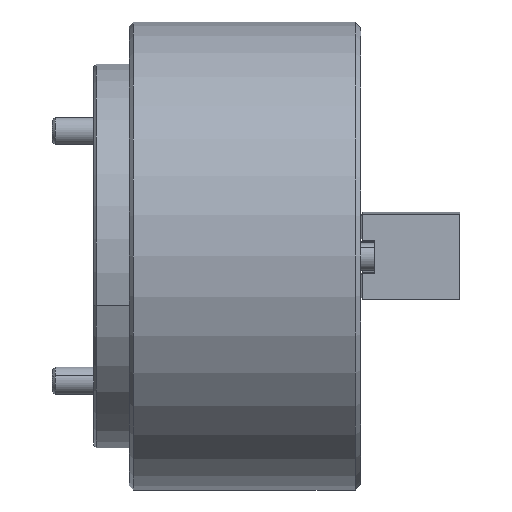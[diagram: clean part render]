
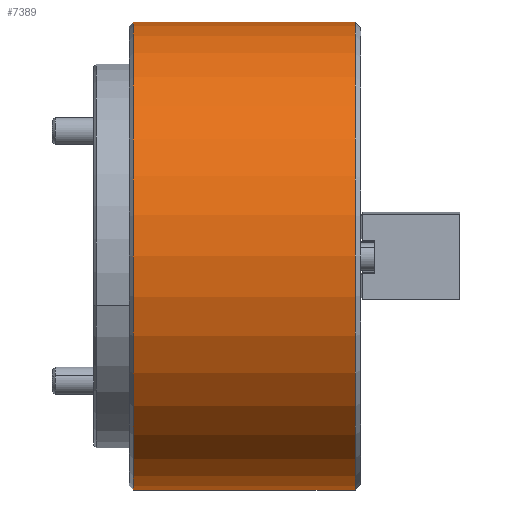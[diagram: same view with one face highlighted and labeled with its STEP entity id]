
A CAD part, front view. The second image highlights one B-rep face of the part: STEP entity #7389.
In plain terms, the highlighted cylindrical face has radius 85 mm (diameter 170 mm), a partial arc.
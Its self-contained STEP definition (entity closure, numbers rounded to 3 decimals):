
#58 = CIRCLE ( 'NONE', #9673, 85. ) ;
#665 = EDGE_CURVE ( 'NONE', #3950, #5220, #19655, .T. ) ;
#975 = EDGE_CURVE ( 'NONE', #7787, #3950, #23237, .T. ) ;
#998 = DIRECTION ( 'NONE',  ( -1., 0., 0. ) ) ;
#1882 = ORIENTED_EDGE ( 'NONE', *, *, #17732, .F. ) ;
#2428 = VECTOR ( 'NONE', #998, 1000. ) ;
#3950 = VERTEX_POINT ( 'NONE', #21842 ) ;
#5220 = VERTEX_POINT ( 'NONE', #13220 ) ;
#7389 = ADVANCED_FACE ( 'NONE', ( #16625 ), #20502, .T. ) ;
#7520 = LINE ( 'NONE', #10505, #2428 ) ;
#7787 = VERTEX_POINT ( 'NONE', #14962 ) ;
#8011 = EDGE_LOOP ( 'NONE', ( #1882, #11330, #24229, #10668 ) ) ;
#8410 = DIRECTION ( 'NONE',  ( -1., 0., 0. ) ) ;
#9673 = AXIS2_PLACEMENT_3D ( 'NONE', #10780, #24106, #12694 ) ;
#9850 = CARTESIAN_POINT ( 'NONE',  ( -47.09, 0., 0. ) ) ;
#10492 = CARTESIAN_POINT ( 'NONE',  ( -47.09, 0., 85. ) ) ;
#10505 = CARTESIAN_POINT ( 'NONE',  ( -47.09, 0., -85. ) ) ;
#10668 = ORIENTED_EDGE ( 'NONE', *, *, #11475, .T. ) ;
#10780 = CARTESIAN_POINT ( 'NONE',  ( 1.5, 0., 0. ) ) ;
#11330 = ORIENTED_EDGE ( 'NONE', *, *, #975, .T. ) ;
#11475 = EDGE_CURVE ( 'NONE', #5220, #12550, #58, .T. ) ;
#11516 = AXIS2_PLACEMENT_3D ( 'NONE', #19861, #8410, #21767 ) ;
#12550 = VERTEX_POINT ( 'NONE', #23014 ) ;
#12694 = DIRECTION ( 'NONE',  ( 0., 0., -1. ) ) ;
#13220 = CARTESIAN_POINT ( 'NONE',  ( 1.5, 0., 85. ) ) ;
#14951 = AXIS2_PLACEMENT_3D ( 'NONE', #9850, #23200, #21263 ) ;
#14962 = CARTESIAN_POINT ( 'NONE',  ( 82., 0., -85. ) ) ;
#16625 = FACE_OUTER_BOUND ( 'NONE', #8011, .T. ) ;
#17732 = EDGE_CURVE ( 'NONE', #7787, #12550, #7520, .T. ) ;
#19655 = LINE ( 'NONE', #10492, #24129 ) ;
#19861 = CARTESIAN_POINT ( 'NONE',  ( 82., 0., 0. ) ) ;
#20077 = DIRECTION ( 'NONE',  ( -1., 0., 0. ) ) ;
#20502 = CYLINDRICAL_SURFACE ( 'NONE', #14951, 85. ) ;
#21263 = DIRECTION ( 'NONE',  ( 0., 0., 1. ) ) ;
#21767 = DIRECTION ( 'NONE',  ( 0., 0., 1. ) ) ;
#21842 = CARTESIAN_POINT ( 'NONE',  ( 82., 0., 85. ) ) ;
#23014 = CARTESIAN_POINT ( 'NONE',  ( 1.5, 0., -85. ) ) ;
#23200 = DIRECTION ( 'NONE',  ( -1., 0., 0. ) ) ;
#23237 = CIRCLE ( 'NONE', #11516, 85. ) ;
#24106 = DIRECTION ( 'NONE',  ( 1., 0., 0. ) ) ;
#24129 = VECTOR ( 'NONE', #20077, 1000. ) ;
#24229 = ORIENTED_EDGE ( 'NONE', *, *, #665, .T. ) ;
